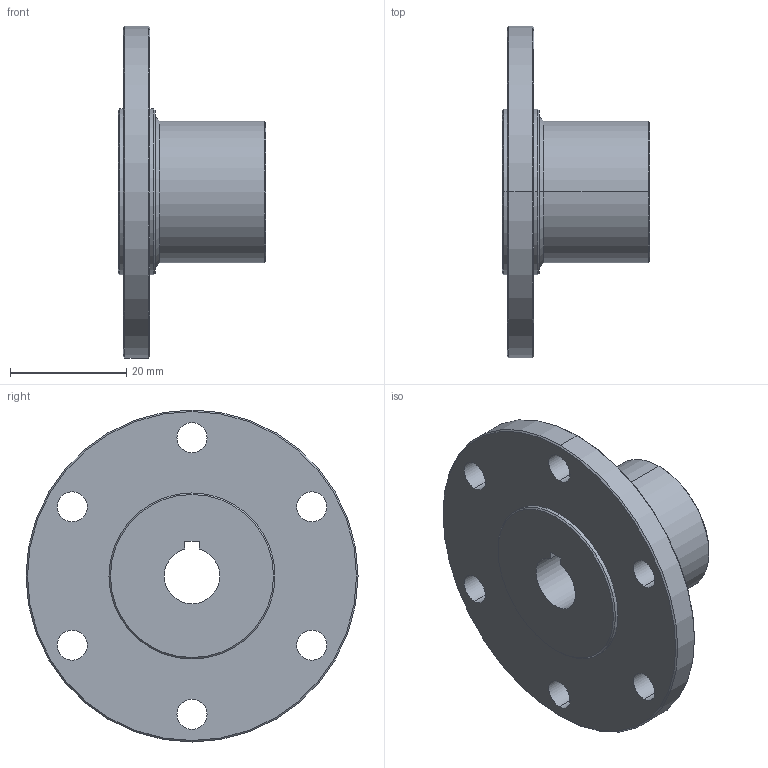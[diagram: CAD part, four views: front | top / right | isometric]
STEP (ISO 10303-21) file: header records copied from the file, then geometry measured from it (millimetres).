
FILE_DESCRIPTION (( 'STEP AP214' ), '1' );
FILE_NAME ('am-0134a 375 Key Hub r2.STEP', '2014-01-30T16:41:23', ( '' ), ( '' ), 'SwSTEP 2.0', 'SolidWorks 2010', '' );
FILE_SCHEMA (( 'AUTOMOTIVE_DESIGN' ));
Length unit declared in the file: millimetre
Products named in the file (1): am-0134a 375 Key Hub r2
Bounding box: 25.4 x 57.15 x 57.15 mm (x, y, z)
Volume: 19246.9 mm3; surface area: 8316.3 mm2
Topology: 1 solids, 1 shells, 41 faces, 96 edges, 60 vertices
Faces by surface type: cylinder 21, cone 12, plane 8
Entity records: 1250 total; most frequent: DIRECTION 234, CARTESIAN_POINT 198, ORIENTED_EDGE 192, AXIS2_PLACEMENT_3D 96, EDGE_CURVE 96, VERTEX_POINT 60, EDGE_LOOP 58, CIRCLE 54
